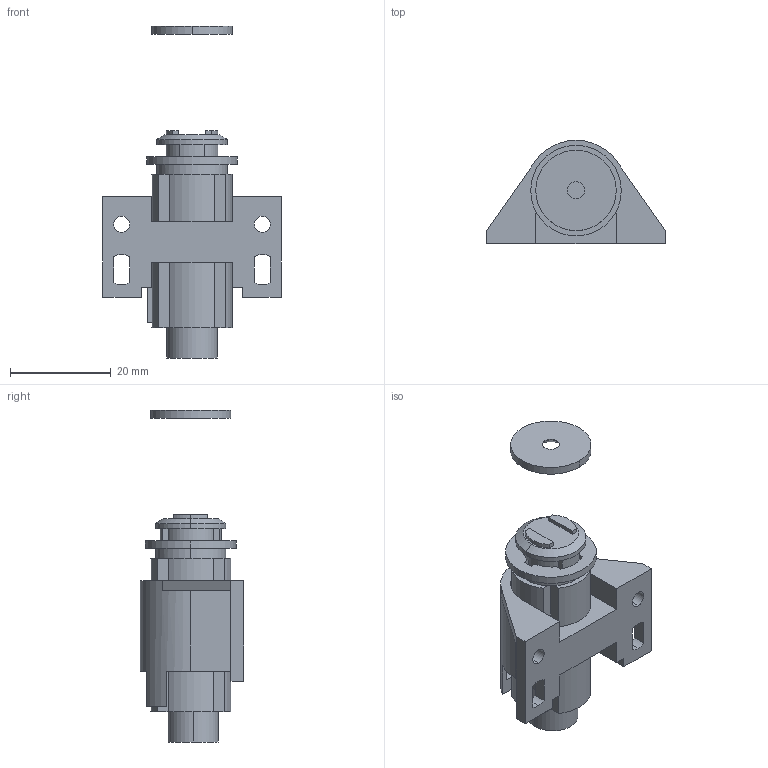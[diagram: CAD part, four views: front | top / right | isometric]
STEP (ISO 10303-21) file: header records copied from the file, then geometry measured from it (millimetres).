
FILE_DESCRIPTION (( 'STEP AP203' ), '1' );
FILE_NAME ('C-107-2.STEP', '2009-07-07T12:24:39', ( ' ' ), ( ' ' ), 'SwSTEP 2.0', 'SolidWorks 2007', '' );
FILE_SCHEMA (( 'CONFIG_CONTROL_DESIGN' ));
Length unit declared in the file: millimetre
Products named in the file (5): C-107-2働乕僗__棉太倌; C-107-2庴偗__棉太倌; C-107-2摏__棉太倌; C-107-2; C-107-2恈__棉太倌
Assembly tree (4 placements, depth 2):
  C-107-2
    C-107-2恈__棉太倌
    C-107-2働乕僗__棉太倌
    C-107-2摏__棉太倌
    C-107-2庴偗__棉太倌
Bounding box: 35.5 x 20.5 x 66 mm (x, y, z)
Volume: 10797.1 mm3; surface area: 7761.8 mm2
Topology: 4 solids, 4 shells, 129 faces, 331 edges, 214 vertices
Faces by surface type: plane 77, cylinder 48, cone 4
Entity records: 4464 total; most frequent: DIRECTION 715, CARTESIAN_POINT 681, ORIENTED_EDGE 662, EDGE_CURVE 331, AXIS2_PLACEMENT_3D 248, VECTOR 219, LINE 219, VERTEX_POINT 214
